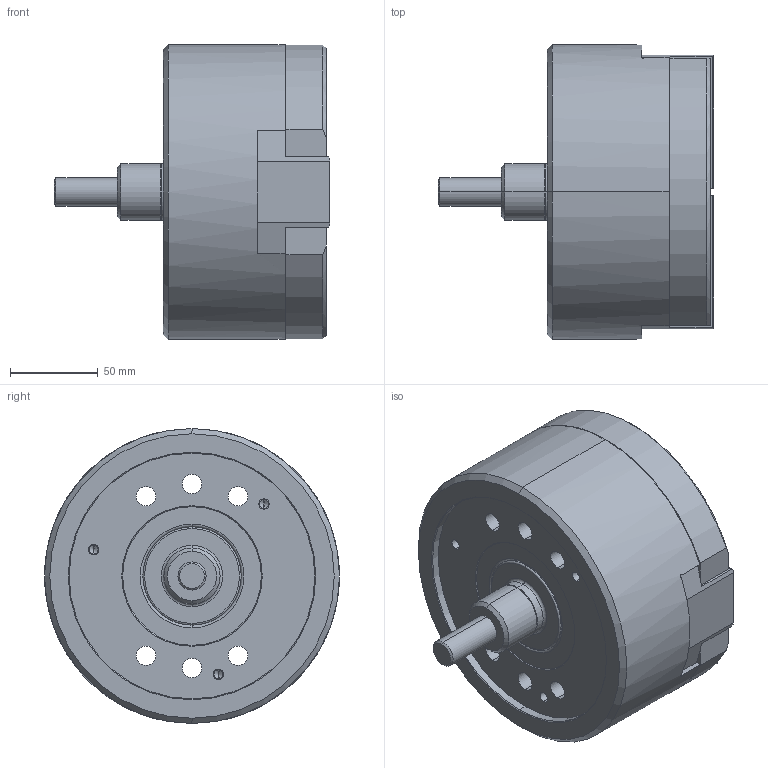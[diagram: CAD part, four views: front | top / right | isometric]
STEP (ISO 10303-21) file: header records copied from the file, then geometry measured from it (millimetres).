
FILE_DESCRIPTION (( 'STEP AP203' ), '1' );
FILE_NAME ('FD-632 外觀參考.STEP', '2017-03-17T01:31:50', ( 'temp' ), ( '' ), 'SwSTEP 2.0', 'SolidWorks 2016', '' );
FILE_SCHEMA (( 'CONFIG_CONTROL_DESIGN' ));
Length unit declared in the file: metre
Products named in the file (10): FD-632壓板; FD-632防塵蓋; FD-632雙展刀頭本體; FD-632 外觀參考; FD-632中仁; FD-632連接管螺栓; FD-632連接管螺帽; FD-632主爪1; FD-632主爪2; M6x25
Assembly tree (25 placements, depth 2):
  FD-632 外觀參考
    FD-632雙展刀頭本體
    FD-632中仁
    FD-632連接管螺栓
    FD-632連接管螺帽
    FD-632主爪1
    FD-632主爪2
    M6x25  x16
    FD-632壓板  x2
    FD-632防塵蓋
Bounding box: 157 x 168 x 168 mm (x, y, z)
Volume: 1875290.1 mm3; surface area: 253478 mm2
Topology: 25 solids, 25 shells, 774 faces, 1780 edges, 1085 vertices
Faces by surface type: plane 377, cylinder 242, cone 141, torus 14
Entity records: 11475 total; most frequent: DIRECTION 1875, CARTESIAN_POINT 1743, ORIENTED_EDGE 1570, EDGE_CURVE 785, AXIS2_PLACEMENT_3D 728, VERTEX_POINT 504, EDGE_LOOP 433, LINE 419
